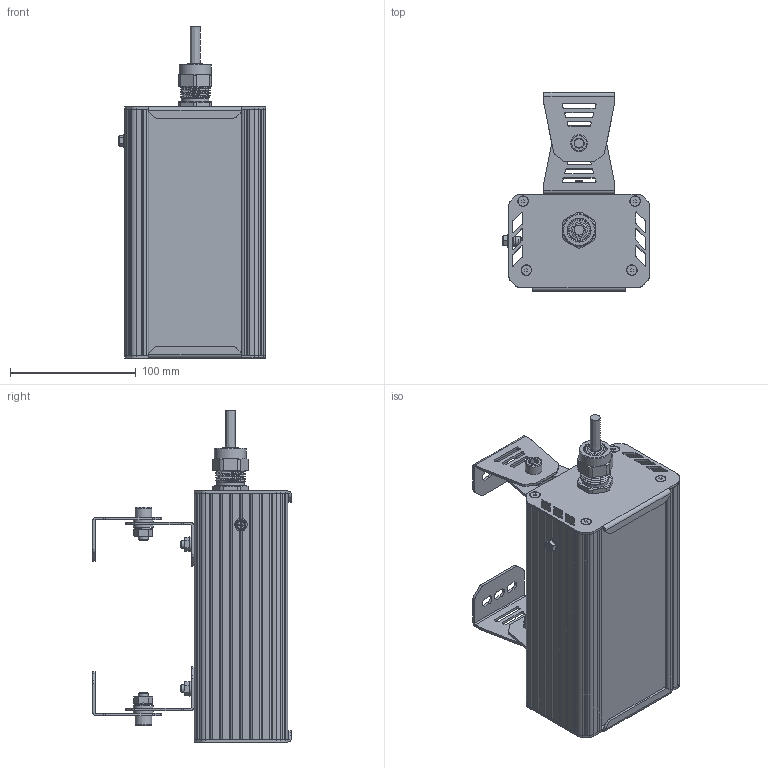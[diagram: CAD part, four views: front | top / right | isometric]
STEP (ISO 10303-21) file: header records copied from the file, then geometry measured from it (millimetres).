
FILE_DESCRIPTION(('STEP AP214'), '1');
FILE_NAME('001.0092.00.004 - ÃÑÏ-Ïðèìà-Îïòèê-2Åõ20', '', ('UNSPECIFIED'), ('UNSPECIFIED'), 'C3D Converter', 'C3D Toolkit', '');
FILE_SCHEMA(('AUTOMOTIVE_DESIGN { 1 0 10303 214 3 1 1}'));
Length unit declared in the file: millimetre
Products named in the file (37): 001.0092.00.004; 001.0065.01.000
Assembly tree (59 placements, depth 4):
  001.0092.00.004
    (unnamed)
      (unnamed)  x4
      (unnamed)  x4
      (unnamed)
      (unnamed)
      (unnamed)
      (unnamed)
      (unnamed)
      (unnamed)
      (unnamed)
      (unnamed)
      (unnamed)
      (unnamed)
      (unnamed)
        (unnamed)
    001.0065.01.000  x2
      (unnamed)
      (unnamed)
      (unnamed)
      (unnamed)
      (unnamed)
      (unnamed)
      (unnamed)
      (unnamed)
      (unnamed)
    (unnamed)  x2
      (unnamed)
      (unnamed)
      (unnamed)
      (unnamed)
      (unnamed)
      (unnamed)
      (unnamed)
      (unnamed)
      (unnamed)
      (unnamed)
Bounding box: 117.15 x 158.42 x 264.5 mm (x, y, z)
Volume: 472526.6 mm3; surface area: 402782.6 mm2
Topology: 110 solids, 110 shells, 2121 faces, 5255 edges, 3482 vertices
Faces by surface type: plane 1297, cylinder 618, cone 145, bspline 51, sphere 6, torus 4
Full cylindrical faces by diameter (mm): 1 x6, 2 x4, 2.5 x8, 2.8 x50, 3.2 x6, 3.5 x12, 4 x9, 5 x3, 6 x5, 6.375 x2, 7 x2, 8 x12, 8.5 x8, 9 x26, 10 x1, 12 x2, 12.5 x1, 13 x1, 13.333 x2, 16 x5, 17 x1, 18 x1, 18.5 x1, 19 x1, 20 x1, 21.5 x1, 22 x2, 25.5 x1
Entity records: 100791 total; most frequent: CARTESIAN_POINT 49321, DIRECTION 7816, ORIENTED_EDGE 6482, EDGE_CURVE 3241, AXIS2_PLACEMENT_3D 2879, COLOUR_RGB 2386, PRESENTATION_STYLE_ASSIGNMENT 2386, VERTEX_POINT 2227
